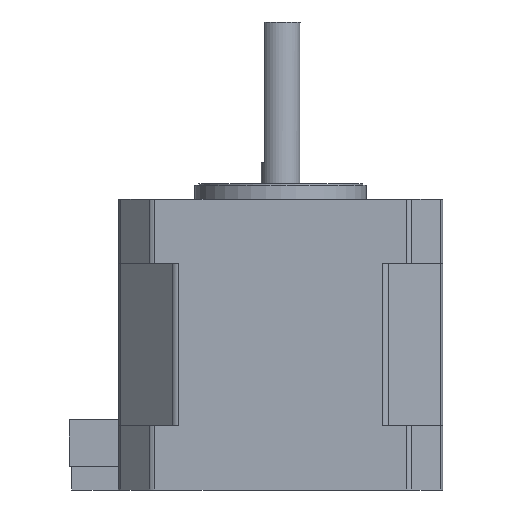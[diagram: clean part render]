
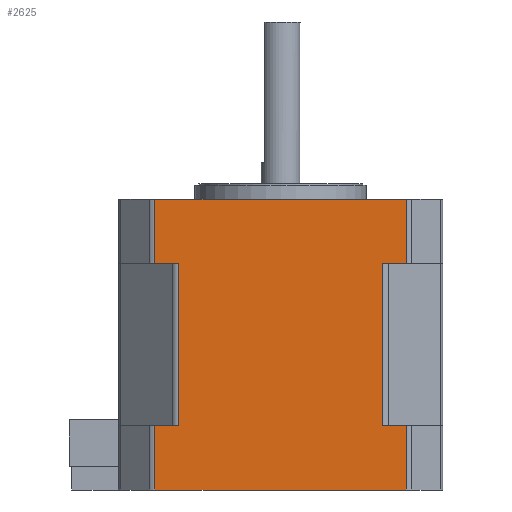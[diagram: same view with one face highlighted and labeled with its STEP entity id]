
A CAD part, left-side view. The second image highlights one B-rep face of the part: STEP entity #2625.
In plain terms, the highlighted planar face has unit normal (-1, 0, 0).
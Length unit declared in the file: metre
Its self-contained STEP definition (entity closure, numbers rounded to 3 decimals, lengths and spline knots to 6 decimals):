
#110=LINE('',#4159,#348);
#112=LINE('',#4168,#350);
#118=LINE('',#4189,#356);
#120=LINE('',#4195,#358);
#123=LINE('',#4205,#361);
#125=LINE('',#4211,#363);
#132=LINE('',#4234,#370);
#137=LINE('',#4244,#375);
#138=LINE('',#4246,#376);
#139=LINE('',#4249,#377);
#140=LINE('',#4250,#378);
#141=LINE('',#4251,#379);
#348=VECTOR('',#3457,1.);
#350=VECTOR('',#3465,1.);
#356=VECTOR('',#3485,1.);
#358=VECTOR('',#3491,1.);
#361=VECTOR('',#3500,1.);
#363=VECTOR('',#3506,1.);
#370=VECTOR('',#3529,1.);
#375=VECTOR('',#3540,1.);
#376=VECTOR('',#3543,1.);
#377=VECTOR('',#3544,1.);
#378=VECTOR('',#3545,1.);
#379=VECTOR('',#3546,1.);
#719=ORIENTED_EDGE('',*,*,#1449,.F.);
#720=ORIENTED_EDGE('',*,*,#1450,.T.);
#721=ORIENTED_EDGE('',*,*,#1410,.F.);
#722=ORIENTED_EDGE('',*,*,#1420,.T.);
#723=ORIENTED_EDGE('',*,*,#1423,.F.);
#724=ORIENTED_EDGE('',*,*,#1451,.F.);
#725=ORIENTED_EDGE('',*,*,#1428,.F.);
#726=ORIENTED_EDGE('',*,*,#1431,.T.);
#727=ORIENTED_EDGE('',*,*,#1406,.F.);
#728=ORIENTED_EDGE('',*,*,#1442,.T.);
#729=ORIENTED_EDGE('',*,*,#1448,.F.);
#730=ORIENTED_EDGE('',*,*,#1452,.T.);
#1406=EDGE_CURVE('',#1779,#1778,#110,.T.);
#1410=EDGE_CURVE('',#1783,#1781,#112,.T.);
#1420=EDGE_CURVE('',#1783,#1791,#118,.T.);
#1423=EDGE_CURVE('',#1793,#1791,#120,.T.);
#1428=EDGE_CURVE('',#1797,#1794,#123,.T.);
#1431=EDGE_CURVE('',#1797,#1778,#125,.T.);
#1442=EDGE_CURVE('',#1779,#1806,#132,.T.);
#1448=EDGE_CURVE('',#1809,#1806,#137,.T.);
#1449=EDGE_CURVE('',#1810,#1811,#138,.T.);
#1450=EDGE_CURVE('',#1810,#1781,#139,.T.);
#1451=EDGE_CURVE('',#1794,#1793,#140,.T.);
#1452=EDGE_CURVE('',#1809,#1811,#141,.T.);
#1778=VERTEX_POINT('',#4156);
#1779=VERTEX_POINT('',#4158);
#1781=VERTEX_POINT('',#4163);
#1783=VERTEX_POINT('',#4167);
#1791=VERTEX_POINT('',#4188);
#1793=VERTEX_POINT('',#4194);
#1794=VERTEX_POINT('',#4199);
#1797=VERTEX_POINT('',#4204);
#1806=VERTEX_POINT('',#4232);
#1809=VERTEX_POINT('',#4243);
#1810=VERTEX_POINT('',#4247);
#1811=VERTEX_POINT('',#4248);
#2121=EDGE_LOOP('',(#719,#720,#721,#722,#723,#724,#725,#726,#727,#728,#729,
#730));
#2298=FACE_BOUND('',#2121,.T.);
#2459=PLANE('',#3201);
#2625=ADVANCED_FACE('',(#2298),#2459,.T.);
#3201=AXIS2_PLACEMENT_3D('',#4245,#3541,#3542);
#3457=DIRECTION('',(0.,0.,1.));
#3465=DIRECTION('',(0.,0.,-1.));
#3485=DIRECTION('',(0.,-1.,0.));
#3491=DIRECTION('',(0.,0.,-1.));
#3500=DIRECTION('',(0.,0.,1.));
#3506=DIRECTION('',(0.,-1.,0.));
#3529=DIRECTION('',(0.,1.,0.));
#3540=DIRECTION('',(0.,0.,1.));
#3541=DIRECTION('',(-1.,0.,0.));
#3542=DIRECTION('',(0.,-1.,0.));
#3543=DIRECTION('',(0.,0.,-1.));
#3544=DIRECTION('',(0.,1.,0.));
#3545=DIRECTION('',(0.,-1.,0.));
#3546=DIRECTION('',(0.,-1.,0.));
#4156=CARTESIAN_POINT('',(-0.02075,0.013086,0.029));
#4158=CARTESIAN_POINT('',(-0.02075,0.013086,0.0082));
#4159=CARTESIAN_POINT('',(-0.02075,0.013086,0.0145));
#4163=CARTESIAN_POINT('',(-0.02075,-0.013086,0.0082));
#4167=CARTESIAN_POINT('',(-0.02075,-0.013086,0.029));
#4168=CARTESIAN_POINT('',(-0.02075,-0.013086,0.0145));
#4188=CARTESIAN_POINT('',(-0.02075,-0.016086,0.029));
#4189=CARTESIAN_POINT('',(-0.02075,0.02075,0.029));
#4194=CARTESIAN_POINT('',(-0.02075,-0.016086,0.0372));
#4195=CARTESIAN_POINT('',(-0.02075,-0.016086,0.));
#4199=CARTESIAN_POINT('',(-0.02075,0.016086,0.0372));
#4204=CARTESIAN_POINT('',(-0.02075,0.016086,0.029));
#4205=CARTESIAN_POINT('',(-0.02075,0.016086,0.));
#4211=CARTESIAN_POINT('',(-0.02075,0.02075,0.029));
#4232=CARTESIAN_POINT('',(-0.02075,0.016086,0.0082));
#4234=CARTESIAN_POINT('',(-0.02075,0.02075,0.0082));
#4243=CARTESIAN_POINT('',(-0.02075,0.016086,0.));
#4244=CARTESIAN_POINT('',(-0.02075,0.016086,0.));
#4245=CARTESIAN_POINT('',(-0.02075,0.02075,0.));
#4246=CARTESIAN_POINT('',(-0.02075,-0.016086,0.));
#4247=CARTESIAN_POINT('',(-0.02075,-0.016086,0.0082));
#4248=CARTESIAN_POINT('',(-0.02075,-0.016086,0.));
#4249=CARTESIAN_POINT('',(-0.02075,0.02075,0.0082));
#4250=CARTESIAN_POINT('',(-0.02075,0.02075,0.0372));
#4251=CARTESIAN_POINT('',(-0.02075,0.02075,0.));
